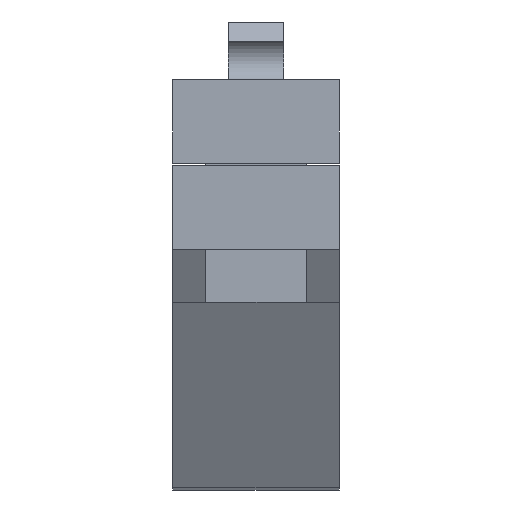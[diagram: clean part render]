
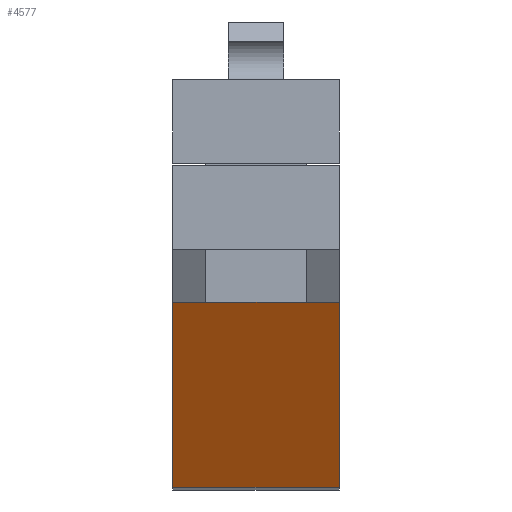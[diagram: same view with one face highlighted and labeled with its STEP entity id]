
A CAD part, left-side view. The second image highlights one B-rep face of the part: STEP entity #4577.
In plain terms, the highlighted planar face has unit normal (-0.866, 0, -0.5).
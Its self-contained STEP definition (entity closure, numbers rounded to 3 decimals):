
#3901 = PLANE('',#3902);
#3902 = AXIS2_PLACEMENT_3D('',#3903,#3904,#3905);
#3903 = CARTESIAN_POINT('',(-6.906,-24.,-25.));
#3904 = DIRECTION('',(1.,0.,0.));
#3905 = DIRECTION('',(0.,0.,1.));
#4197 = VERTEX_POINT('',#4198);
#4198 = CARTESIAN_POINT('',(-6.906,-6.,-25.));
#4212 = PLANE('',#4213);
#4213 = AXIS2_PLACEMENT_3D('',#4214,#4215,#4216);
#4214 = CARTESIAN_POINT('',(-61.679,0.,-25.));
#4215 = DIRECTION('',(0.,0.,-1.));
#4216 = DIRECTION('',(0.,-1.,0.));
#4286 = VERTEX_POINT('',#4287);
#4287 = CARTESIAN_POINT('',(-6.906,-24.,-25.));
#4308 = EDGE_CURVE('',#4286,#4197,#4309,.T.);
#4309 = SURFACE_CURVE('',#4310,(#4314,#4321),.PCURVE_S1.);
#4310 = LINE('',#4311,#4312);
#4311 = CARTESIAN_POINT('',(-6.906,-24.,-25.));
#4312 = VECTOR('',#4313,1.);
#4313 = DIRECTION('',(0.,1.,0.));
#4314 = PCURVE('',#3901,#4315);
#4315 = DEFINITIONAL_REPRESENTATION('',(#4316),#4320);
#4316 = LINE('',#4317,#4318);
#4317 = CARTESIAN_POINT('',(0.,0.));
#4318 = VECTOR('',#4319,1.);
#4319 = DIRECTION('',(0.,-1.));
#4320 = ( GEOMETRIC_REPRESENTATION_CONTEXT(2) 
PARAMETRIC_REPRESENTATION_CONTEXT() REPRESENTATION_CONTEXT('2D SPACE',''
  ) );
#4321 = PCURVE('',#4322,#4327);
#4322 = PLANE('',#4323);
#4323 = AXIS2_PLACEMENT_3D('',#4324,#4325,#4326);
#4324 = CARTESIAN_POINT('',(-21.34,0.,0.));
#4325 = DIRECTION('',(0.866,0.,0.5));
#4326 = DIRECTION('',(0.5,0.,-0.866));
#4327 = DEFINITIONAL_REPRESENTATION('',(#4328),#4332);
#4328 = LINE('',#4329,#4330);
#4329 = CARTESIAN_POINT('',(28.868,-24.));
#4330 = VECTOR('',#4331,1.);
#4331 = DIRECTION('',(0.,1.));
#4332 = ( GEOMETRIC_REPRESENTATION_CONTEXT(2) 
PARAMETRIC_REPRESENTATION_CONTEXT() REPRESENTATION_CONTEXT('2D SPACE',''
  ) );
#4354 = PLANE('',#4355);
#4355 = AXIS2_PLACEMENT_3D('',#4356,#4357,#4358);
#4356 = CARTESIAN_POINT('',(-61.679,-30.,-25.));
#4357 = DIRECTION('',(0.,0.,1.));
#4358 = DIRECTION('',(0.,1.,0.));
#4479 = EDGE_CURVE('',#4197,#4480,#4482,.T.);
#4480 = VERTEX_POINT('',#4481);
#4481 = CARTESIAN_POINT('',(-6.906,0.,-25.));
#4482 = SURFACE_CURVE('',#4483,(#4487,#4494),.PCURVE_S1.);
#4483 = LINE('',#4484,#4485);
#4484 = CARTESIAN_POINT('',(-6.906,0.,-25.));
#4485 = VECTOR('',#4486,1.);
#4486 = DIRECTION('',(0.,1.,0.));
#4487 = PCURVE('',#4212,#4488);
#4488 = DEFINITIONAL_REPRESENTATION('',(#4489),#4493);
#4489 = LINE('',#4490,#4491);
#4490 = CARTESIAN_POINT('',(0.,-54.774));
#4491 = VECTOR('',#4492,1.);
#4492 = DIRECTION('',(-1.,0.));
#4493 = ( GEOMETRIC_REPRESENTATION_CONTEXT(2) 
PARAMETRIC_REPRESENTATION_CONTEXT() REPRESENTATION_CONTEXT('2D SPACE',''
  ) );
#4494 = PCURVE('',#4322,#4495);
#4495 = DEFINITIONAL_REPRESENTATION('',(#4496),#4500);
#4496 = LINE('',#4497,#4498);
#4497 = CARTESIAN_POINT('',(28.868,0.));
#4498 = VECTOR('',#4499,1.);
#4499 = DIRECTION('',(0.,1.));
#4500 = ( GEOMETRIC_REPRESENTATION_CONTEXT(2) 
PARAMETRIC_REPRESENTATION_CONTEXT() REPRESENTATION_CONTEXT('2D SPACE',''
  ) );
#4518 = PLANE('',#4519);
#4519 = AXIS2_PLACEMENT_3D('',#4520,#4521,#4522);
#4520 = CARTESIAN_POINT('',(-7.341,0.,-15.072));
#4521 = DIRECTION('',(0.,1.,0.));
#4522 = DIRECTION('',(0.,0.,1.));
#4577 = ADVANCED_FACE('',(#4578),#4322,.F.);
#4578 = FACE_BOUND('',#4579,.F.);
#4579 = EDGE_LOOP('',(#4580,#4581,#4582,#4605,#4633,#4661));
#4580 = ORIENTED_EDGE('',*,*,#4479,.F.);
#4581 = ORIENTED_EDGE('',*,*,#4308,.F.);
#4582 = ORIENTED_EDGE('',*,*,#4583,.T.);
#4583 = EDGE_CURVE('',#4286,#4584,#4586,.T.);
#4584 = VERTEX_POINT('',#4585);
#4585 = CARTESIAN_POINT('',(-6.906,-30.,-25.));
#4586 = SURFACE_CURVE('',#4587,(#4591,#4598),.PCURVE_S1.);
#4587 = LINE('',#4588,#4589);
#4588 = CARTESIAN_POINT('',(-6.906,-15.,-25.));
#4589 = VECTOR('',#4590,1.);
#4590 = DIRECTION('',(0.,-1.,0.));
#4591 = PCURVE('',#4322,#4592);
#4592 = DEFINITIONAL_REPRESENTATION('',(#4593),#4597);
#4593 = LINE('',#4594,#4595);
#4594 = CARTESIAN_POINT('',(28.868,-15.));
#4595 = VECTOR('',#4596,1.);
#4596 = DIRECTION('',(0.,-1.));
#4597 = ( GEOMETRIC_REPRESENTATION_CONTEXT(2) 
PARAMETRIC_REPRESENTATION_CONTEXT() REPRESENTATION_CONTEXT('2D SPACE',''
  ) );
#4598 = PCURVE('',#4354,#4599);
#4599 = DEFINITIONAL_REPRESENTATION('',(#4600),#4604);
#4600 = LINE('',#4601,#4602);
#4601 = CARTESIAN_POINT('',(15.,-54.774));
#4602 = VECTOR('',#4603,1.);
#4603 = DIRECTION('',(-1.,0.));
#4604 = ( GEOMETRIC_REPRESENTATION_CONTEXT(2) 
PARAMETRIC_REPRESENTATION_CONTEXT() REPRESENTATION_CONTEXT('2D SPACE',''
  ) );
#4605 = ORIENTED_EDGE('',*,*,#4606,.T.);
#4606 = EDGE_CURVE('',#4584,#4607,#4609,.T.);
#4607 = VERTEX_POINT('',#4608);
#4608 = CARTESIAN_POINT('',(12.321,-30.,-58.301));
#4609 = SURFACE_CURVE('',#4610,(#4614,#4621),.PCURVE_S1.);
#4610 = LINE('',#4611,#4612);
#4611 = CARTESIAN_POINT('',(-21.34,-30.,0.));
#4612 = VECTOR('',#4613,1.);
#4613 = DIRECTION('',(0.5,0.,-0.866));
#4614 = PCURVE('',#4322,#4615);
#4615 = DEFINITIONAL_REPRESENTATION('',(#4616),#4620);
#4616 = LINE('',#4617,#4618);
#4617 = CARTESIAN_POINT('',(0.,-30.));
#4618 = VECTOR('',#4619,1.);
#4619 = DIRECTION('',(1.,0.));
#4620 = ( GEOMETRIC_REPRESENTATION_CONTEXT(2) 
PARAMETRIC_REPRESENTATION_CONTEXT() REPRESENTATION_CONTEXT('2D SPACE',''
  ) );
#4621 = PCURVE('',#4622,#4627);
#4622 = PLANE('',#4623);
#4623 = AXIS2_PLACEMENT_3D('',#4624,#4625,#4626);
#4624 = CARTESIAN_POINT('',(-7.341,-30.,-15.072));
#4625 = DIRECTION('',(0.,1.,0.));
#4626 = DIRECTION('',(0.,0.,1.));
#4627 = DEFINITIONAL_REPRESENTATION('',(#4628),#4632);
#4628 = LINE('',#4629,#4630);
#4629 = CARTESIAN_POINT('',(15.072,-13.999));
#4630 = VECTOR('',#4631,1.);
#4631 = DIRECTION('',(-0.866,0.5));
#4632 = ( GEOMETRIC_REPRESENTATION_CONTEXT(2) 
PARAMETRIC_REPRESENTATION_CONTEXT() REPRESENTATION_CONTEXT('2D SPACE',''
  ) );
#4633 = ORIENTED_EDGE('',*,*,#4634,.F.);
#4634 = EDGE_CURVE('',#4635,#4607,#4637,.T.);
#4635 = VERTEX_POINT('',#4636);
#4636 = CARTESIAN_POINT('',(12.321,0.,-58.301));
#4637 = SURFACE_CURVE('',#4638,(#4642,#4649),.PCURVE_S1.);
#4638 = LINE('',#4639,#4640);
#4639 = CARTESIAN_POINT('',(12.321,0.,-58.301));
#4640 = VECTOR('',#4641,1.);
#4641 = DIRECTION('',(0.,-1.,0.));
#4642 = PCURVE('',#4322,#4643);
#4643 = DEFINITIONAL_REPRESENTATION('',(#4644),#4648);
#4644 = LINE('',#4645,#4646);
#4645 = CARTESIAN_POINT('',(67.321,0.));
#4646 = VECTOR('',#4647,1.);
#4647 = DIRECTION('',(0.,-1.));
#4648 = ( GEOMETRIC_REPRESENTATION_CONTEXT(2) 
PARAMETRIC_REPRESENTATION_CONTEXT() REPRESENTATION_CONTEXT('2D SPACE',''
  ) );
#4649 = PCURVE('',#4650,#4655);
#4650 = PLANE('',#4651);
#4651 = AXIS2_PLACEMENT_3D('',#4652,#4653,#4654);
#4652 = CARTESIAN_POINT('',(12.321,0.,-58.301));
#4653 = DIRECTION('',(0.,0.,1.));
#4654 = DIRECTION('',(1.,0.,0.));
#4655 = DEFINITIONAL_REPRESENTATION('',(#4656),#4660);
#4656 = LINE('',#4657,#4658);
#4657 = CARTESIAN_POINT('',(0.,0.));
#4658 = VECTOR('',#4659,1.);
#4659 = DIRECTION('',(0.,-1.));
#4660 = ( GEOMETRIC_REPRESENTATION_CONTEXT(2) 
PARAMETRIC_REPRESENTATION_CONTEXT() REPRESENTATION_CONTEXT('2D SPACE',''
  ) );
#4661 = ORIENTED_EDGE('',*,*,#4662,.F.);
#4662 = EDGE_CURVE('',#4480,#4635,#4663,.T.);
#4663 = SURFACE_CURVE('',#4664,(#4668,#4675),.PCURVE_S1.);
#4664 = LINE('',#4665,#4666);
#4665 = CARTESIAN_POINT('',(-21.34,0.,0.));
#4666 = VECTOR('',#4667,1.);
#4667 = DIRECTION('',(0.5,0.,-0.866));
#4668 = PCURVE('',#4322,#4669);
#4669 = DEFINITIONAL_REPRESENTATION('',(#4670),#4674);
#4670 = LINE('',#4671,#4672);
#4671 = CARTESIAN_POINT('',(0.,0.));
#4672 = VECTOR('',#4673,1.);
#4673 = DIRECTION('',(1.,0.));
#4674 = ( GEOMETRIC_REPRESENTATION_CONTEXT(2) 
PARAMETRIC_REPRESENTATION_CONTEXT() REPRESENTATION_CONTEXT('2D SPACE',''
  ) );
#4675 = PCURVE('',#4518,#4676);
#4676 = DEFINITIONAL_REPRESENTATION('',(#4677),#4681);
#4677 = LINE('',#4678,#4679);
#4678 = CARTESIAN_POINT('',(15.072,-13.999));
#4679 = VECTOR('',#4680,1.);
#4680 = DIRECTION('',(-0.866,0.5));
#4681 = ( GEOMETRIC_REPRESENTATION_CONTEXT(2) 
PARAMETRIC_REPRESENTATION_CONTEXT() REPRESENTATION_CONTEXT('2D SPACE',''
  ) );
